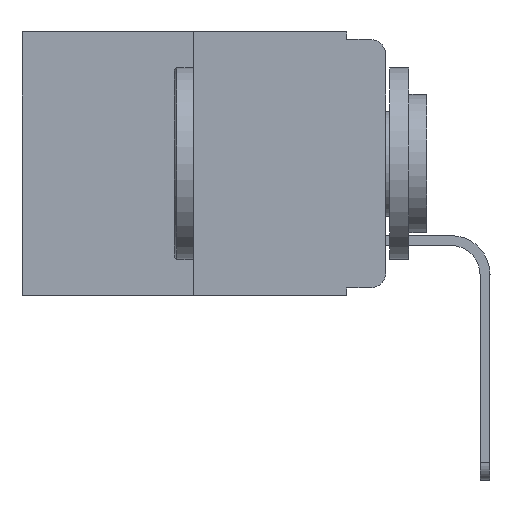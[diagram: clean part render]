
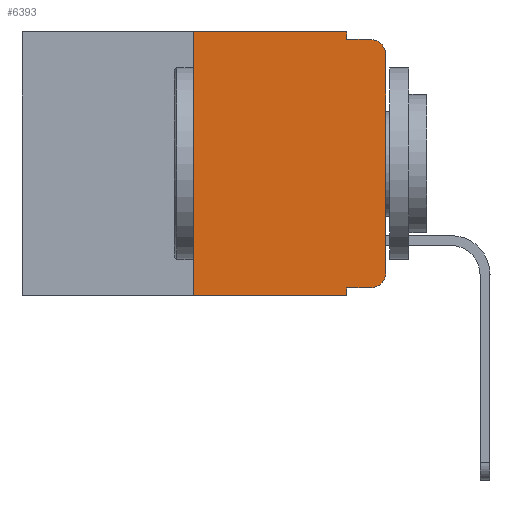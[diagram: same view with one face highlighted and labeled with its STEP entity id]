
A CAD part, left-side view. The second image highlights one B-rep face of the part: STEP entity #6393.
In plain terms, the highlighted planar face has unit normal (-1, 0, 0).
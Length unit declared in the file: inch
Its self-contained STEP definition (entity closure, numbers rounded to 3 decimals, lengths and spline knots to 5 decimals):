
#110 = CARTESIAN_POINT ( 'NONE',  ( 0., 0.051, 0. ) ) ;
#345 = VECTOR ( 'NONE', #12428, 39.37008 ) ;
#674 = DIRECTION ( 'NONE',  ( 0., 0., -1. ) ) ;
#1288 = VERTEX_POINT ( 'NONE', #15363 ) ;
#1731 = ORIENTED_EDGE ( 'NONE', *, *, #5120, .T. ) ;
#2061 = EDGE_LOOP ( 'NONE', ( #8126, #19988, #12083, #17989, #9832, #4098, #2693, #20203, #5636, #1731 ) ) ;
#2239 = EDGE_CURVE ( 'NONE', #10237, #12854, #2302, .T. ) ;
#2302 = LINE ( 'NONE', #19865, #14732 ) ;
#2668 = DIRECTION ( 'NONE',  ( 0., 0., -1. ) ) ;
#2693 = ORIENTED_EDGE ( 'NONE', *, *, #12034, .T. ) ;
#3000 = EDGE_CURVE ( 'NONE', #17405, #23874, #6684, .T. ) ;
#3015 = VECTOR ( 'NONE', #2668, 39.37008 ) ;
#3503 = VERTEX_POINT ( 'NONE', #7117 ) ;
#3883 = LINE ( 'NONE', #23597, #345 ) ;
#4098 = ORIENTED_EDGE ( 'NONE', *, *, #5788, .F. ) ;
#4397 = CARTESIAN_POINT ( 'NONE',  ( 0., 0.02, -0.01 ) ) ;
#4526 = LINE ( 'NONE', #23891, #12266 ) ;
#4721 = VECTOR ( 'NONE', #20256, 39.37008 ) ;
#4829 = VERTEX_POINT ( 'NONE', #19904 ) ;
#5084 = CARTESIAN_POINT ( 'NONE',  ( 0., 0.473, 0. ) ) ;
#5120 = EDGE_CURVE ( 'NONE', #3503, #10237, #17803, .T. ) ;
#5636 = ORIENTED_EDGE ( 'NONE', *, *, #17615, .T. ) ;
#5788 = EDGE_CURVE ( 'NONE', #18418, #17405, #22731, .T. ) ;
#6393 = ADVANCED_FACE ( 'NONE', ( #7958 ), #19530, .F. ) ;
#6684 = LINE ( 'NONE', #7063, #10678 ) ;
#7063 = CARTESIAN_POINT ( 'NONE',  ( 0., 0.473, 0. ) ) ;
#7117 = CARTESIAN_POINT ( 'NONE',  ( 0., 0.02, -0.333 ) ) ;
#7361 = EDGE_CURVE ( 'NONE', #23874, #23646, #10223, .T. ) ;
#7808 = EDGE_CURVE ( 'NONE', #23646, #22415, #3883, .T. ) ;
#7958 = FACE_OUTER_BOUND ( 'NONE', #2061, .T. ) ;
#8008 = CARTESIAN_POINT ( 'NONE',  ( 0., 0.02, -0.03 ) ) ;
#8126 = ORIENTED_EDGE ( 'NONE', *, *, #2239, .T. ) ;
#8248 = CARTESIAN_POINT ( 'NONE',  ( 0., 0.051, 0. ) ) ;
#9167 = AXIS2_PLACEMENT_3D ( 'NONE', #12371, #12861, #14740 ) ;
#9702 = DIRECTION ( 'NONE',  ( -1., 0., 0. ) ) ;
#9832 = ORIENTED_EDGE ( 'NONE', *, *, #3000, .F. ) ;
#9902 = AXIS2_PLACEMENT_3D ( 'NONE', #5084, #17820, #23272 ) ;
#10223 = LINE ( 'NONE', #8248, #3015 ) ;
#10237 = VERTEX_POINT ( 'NONE', #15813 ) ;
#10678 = VECTOR ( 'NONE', #23429, 39.37008 ) ;
#11132 = DIRECTION ( 'NONE',  ( 0., 0., 1. ) ) ;
#11738 = CARTESIAN_POINT ( 'NONE',  ( 0., 0.25, 0. ) ) ;
#11747 = CARTESIAN_POINT ( 'NONE',  ( 0., 0.051, 0. ) ) ;
#11778 = DIRECTION ( 'NONE',  ( 0., 0., -1. ) ) ;
#12034 = EDGE_CURVE ( 'NONE', #18418, #4829, #4526, .T. ) ;
#12083 = ORIENTED_EDGE ( 'NONE', *, *, #7808, .F. ) ;
#12266 = VECTOR ( 'NONE', #12804, 39.37008 ) ;
#12317 = EDGE_CURVE ( 'NONE', #1288, #4829, #13713, .T. ) ;
#12371 = CARTESIAN_POINT ( 'NONE',  ( 0., 0.02, -0.313 ) ) ;
#12428 = DIRECTION ( 'NONE',  ( 0., -1., 0. ) ) ;
#12804 = DIRECTION ( 'NONE',  ( 0., -1., 0. ) ) ;
#12854 = VERTEX_POINT ( 'NONE', #22634 ) ;
#12861 = DIRECTION ( 'NONE',  ( -1., 0., 0. ) ) ;
#12916 = CARTESIAN_POINT ( 'NONE',  ( 0., 0.051, -0.333 ) ) ;
#13713 = LINE ( 'NONE', #11747, #23829 ) ;
#14416 = AXIS2_PLACEMENT_3D ( 'NONE', #8008, #9702, #11778 ) ;
#14702 = CARTESIAN_POINT ( 'NONE',  ( 0., 0.25, 0. ) ) ;
#14732 = VECTOR ( 'NONE', #18233, 39.37008 ) ;
#14740 = DIRECTION ( 'NONE',  ( 0., 0., -1. ) ) ;
#14802 = LINE ( 'NONE', #12916, #4721 ) ;
#15363 = CARTESIAN_POINT ( 'NONE',  ( 0., 0.051, -0.333 ) ) ;
#15813 = CARTESIAN_POINT ( 'NONE',  ( 0., 0., -0.313 ) ) ;
#17405 = VERTEX_POINT ( 'NONE', #11738 ) ;
#17615 = EDGE_CURVE ( 'NONE', #1288, #3503, #14802, .T. ) ;
#17775 = EDGE_CURVE ( 'NONE', #12854, #22415, #22580, .T. ) ;
#17803 = CIRCLE ( 'NONE', #9167, 0.02 ) ;
#17820 = DIRECTION ( 'NONE',  ( 1., 0., 0. ) ) ;
#17989 = ORIENTED_EDGE ( 'NONE', *, *, #7361, .F. ) ;
#18233 = DIRECTION ( 'NONE',  ( 0., 0., 1. ) ) ;
#18418 = VERTEX_POINT ( 'NONE', #22822 ) ;
#19530 = PLANE ( 'NONE',  #9902 ) ;
#19811 = VECTOR ( 'NONE', #11132, 39.37008 ) ;
#19865 = CARTESIAN_POINT ( 'NONE',  ( 0., 0., 0. ) ) ;
#19904 = CARTESIAN_POINT ( 'NONE',  ( 0., 0.051, -0.343 ) ) ;
#19988 = ORIENTED_EDGE ( 'NONE', *, *, #17775, .T. ) ;
#20203 = ORIENTED_EDGE ( 'NONE', *, *, #12317, .F. ) ;
#20256 = DIRECTION ( 'NONE',  ( 0., -1., 0. ) ) ;
#21126 = CARTESIAN_POINT ( 'NONE',  ( 0., 0.051, -0.01 ) ) ;
#22415 = VERTEX_POINT ( 'NONE', #4397 ) ;
#22580 = CIRCLE ( 'NONE', #14416, 0.02 ) ;
#22634 = CARTESIAN_POINT ( 'NONE',  ( 0., 0., -0.03 ) ) ;
#22731 = LINE ( 'NONE', #14702, #19811 ) ;
#22822 = CARTESIAN_POINT ( 'NONE',  ( 0., 0.25, -0.343 ) ) ;
#23272 = DIRECTION ( 'NONE',  ( 0., 0., -1. ) ) ;
#23429 = DIRECTION ( 'NONE',  ( 0., -1., 0. ) ) ;
#23597 = CARTESIAN_POINT ( 'NONE',  ( 0., 0.051, -0.01 ) ) ;
#23646 = VERTEX_POINT ( 'NONE', #21126 ) ;
#23829 = VECTOR ( 'NONE', #674, 39.37008 ) ;
#23874 = VERTEX_POINT ( 'NONE', #110 ) ;
#23891 = CARTESIAN_POINT ( 'NONE',  ( 0., 0.473, -0.343 ) ) ;
